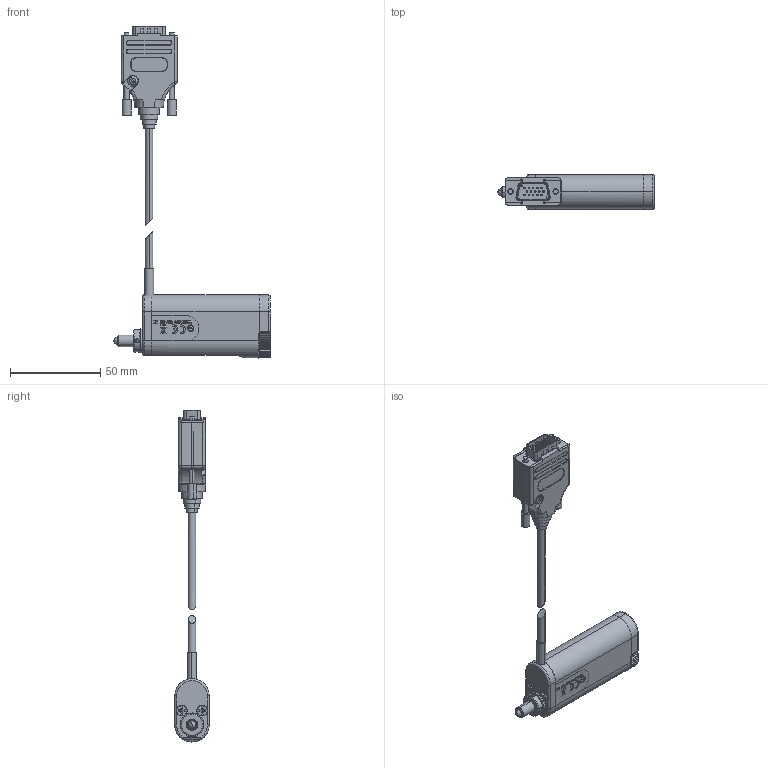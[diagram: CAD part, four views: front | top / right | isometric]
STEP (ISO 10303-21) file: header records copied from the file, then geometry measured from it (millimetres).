
FILE_DESCRIPTION (( 'STEP AP214' ), '1' );
FILE_NAME ('ZFS06.STEP', '2013-11-22T08:45:44', ( '' ), ( '' ), 'SwSTEP 2.0', 'SolidWorks 2012', '' );
FILE_SCHEMA (( 'AUTOMOTIVE_DESIGN' ));
Length unit declared in the file: millimetre
Products named in the file (1): ZFS06
Bounding box: 86.5 x 19 x 183.78 mm (x, y, z)
Surface area: 19146.6 mm2 (no closed solid volume)
Topology: 0 solids, 71 shells, 870 faces, 3543 edges, 2664 vertices
Faces by surface type: plane 390, cylinder 269, cone 126, bspline 45, torus 38, sphere 2
Entity records: 50627 total; most frequent: CARTESIAN_POINT 13066, DIRECTION 5532, ORIENTED_EDGE 5340, EDGE_CURVE 3483, VERTEX_POINT 2664, VECTOR 1930, LINE 1930, AXIS2_PLACEMENT_3D 1801
